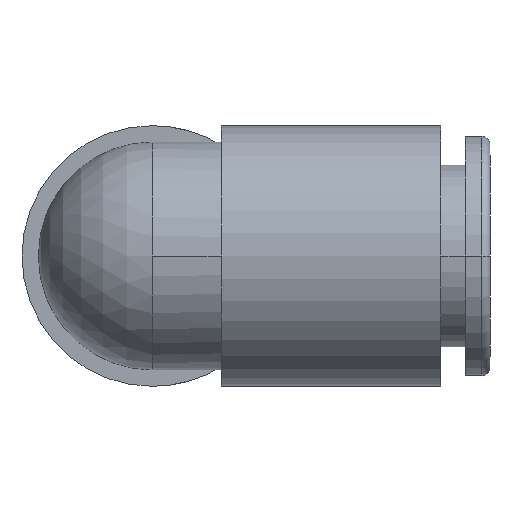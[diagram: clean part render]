
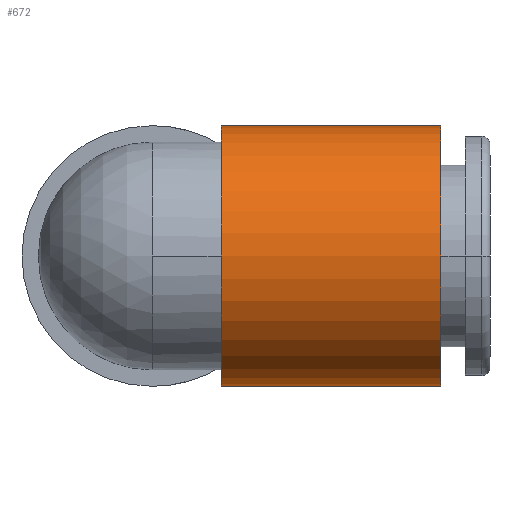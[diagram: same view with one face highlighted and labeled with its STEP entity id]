
A CAD part, left-side view. The second image highlights one B-rep face of the part: STEP entity #672.
In plain terms, the highlighted cylindrical face has radius 7.95 mm (diameter 15.9 mm), a partial arc.
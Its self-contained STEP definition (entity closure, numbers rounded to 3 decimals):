
#43 = DIRECTION ( 'NONE',  ( 0., 0., 1. ) ) ;
#87 = CIRCLE ( 'NONE', #92, 7.95 ) ;
#92 = AXIS2_PLACEMENT_3D ( 'NONE', #899, #897, #841 ) ;
#112 = EDGE_CURVE ( 'NONE', #1074, #513, #1418, .T. ) ;
#186 = AXIS2_PLACEMENT_3D ( 'NONE', #1146, #1145, #1139 ) ;
#211 = AXIS2_PLACEMENT_3D ( 'NONE', #485, #665, #43 ) ;
#397 = VECTOR ( 'NONE', #997, 1000. ) ;
#400 = VERTEX_POINT ( 'NONE', #1150 ) ;
#451 = CARTESIAN_POINT ( 'NONE',  ( 0., -40.086, -7.95 ) ) ;
#485 = CARTESIAN_POINT ( 'NONE',  ( 0., -40.086, 0. ) ) ;
#513 = VERTEX_POINT ( 'NONE', #1371 ) ;
#533 = ORIENTED_EDGE ( 'NONE', *, *, #112, .F. ) ;
#583 = EDGE_LOOP ( 'NONE', ( #533, #1118, #1220, #679 ) ) ;
#665 = DIRECTION ( 'NONE',  ( 0., 1., 0. ) ) ;
#672 = ADVANCED_FACE ( 'NONE', ( #723 ), #1458, .T. ) ;
#679 = ORIENTED_EDGE ( 'NONE', *, *, #883, .F. ) ;
#706 = CARTESIAN_POINT ( 'NONE',  ( 0., -17.6, 7.95 ) ) ;
#723 = FACE_OUTER_BOUND ( 'NONE', #583, .T. ) ;
#833 = VECTOR ( 'NONE', #1573, 1000. ) ;
#841 = DIRECTION ( 'NONE',  ( 0., 0., 1. ) ) ;
#883 = EDGE_CURVE ( 'NONE', #513, #400, #1530, .T. ) ;
#897 = DIRECTION ( 'NONE',  ( 0., -1., 0. ) ) ;
#899 = CARTESIAN_POINT ( 'NONE',  ( 0., -17.6, 0. ) ) ;
#921 = EDGE_CURVE ( 'NONE', #1227, #400, #929, .T. ) ;
#929 = LINE ( 'NONE', #988, #397 ) ;
#958 = EDGE_CURVE ( 'NONE', #1227, #1074, #87, .T. ) ;
#988 = CARTESIAN_POINT ( 'NONE',  ( 0., -40.086, 7.95 ) ) ;
#997 = DIRECTION ( 'NONE',  ( 0., 1., 0. ) ) ;
#1061 = CARTESIAN_POINT ( 'NONE',  ( 0., -17.6, -7.95 ) ) ;
#1074 = VERTEX_POINT ( 'NONE', #1061 ) ;
#1118 = ORIENTED_EDGE ( 'NONE', *, *, #958, .F. ) ;
#1139 = DIRECTION ( 'NONE',  ( 0., 0., 1. ) ) ;
#1145 = DIRECTION ( 'NONE',  ( 0., 1., 0. ) ) ;
#1146 = CARTESIAN_POINT ( 'NONE',  ( 0., -4.2, 0. ) ) ;
#1150 = CARTESIAN_POINT ( 'NONE',  ( 0., -4.2, 7.95 ) ) ;
#1220 = ORIENTED_EDGE ( 'NONE', *, *, #921, .T. ) ;
#1227 = VERTEX_POINT ( 'NONE', #706 ) ;
#1371 = CARTESIAN_POINT ( 'NONE',  ( 0., -4.2, -7.95 ) ) ;
#1418 = LINE ( 'NONE', #451, #833 ) ;
#1458 = CYLINDRICAL_SURFACE ( 'NONE', #211, 7.95 ) ;
#1530 = CIRCLE ( 'NONE', #186, 7.95 ) ;
#1573 = DIRECTION ( 'NONE',  ( 0., 1., 0. ) ) ;
